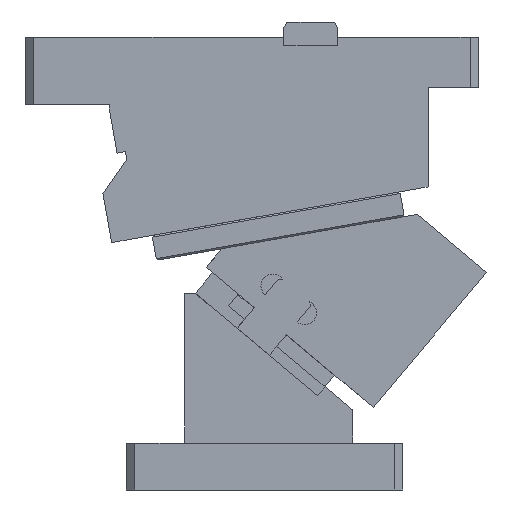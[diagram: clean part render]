
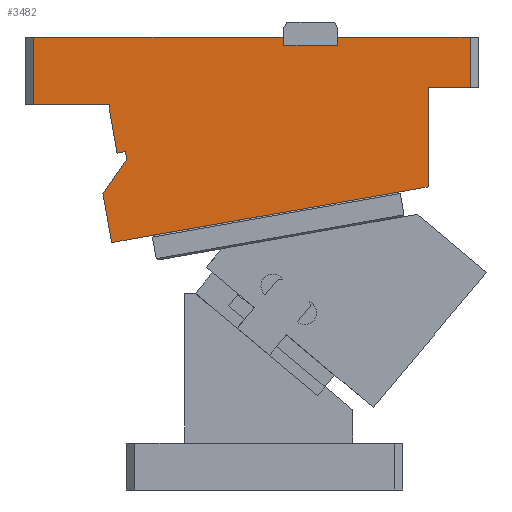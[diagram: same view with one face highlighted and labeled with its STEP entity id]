
A CAD part, front view. The second image highlights one B-rep face of the part: STEP entity #3482.
In plain terms, the highlighted planar face has unit normal (0, -1, 0).
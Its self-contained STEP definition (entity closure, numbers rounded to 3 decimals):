
#70=CARTESIAN_POINT('Vertex',(94.,0.,270.)) ;
#73=CARTESIAN_POINT('Line Origine',(94.,0.,267.5)) ;
#77=CARTESIAN_POINT('Vertex',(94.,0.,265.)) ;
#104=CARTESIAN_POINT('Line Origine',(110.,0.,265.)) ;
#108=CARTESIAN_POINT('Vertex',(126.,0.,265.)) ;
#135=CARTESIAN_POINT('Line Origine',(126.,0.,267.5)) ;
#139=CARTESIAN_POINT('Vertex',(126.,0.,270.)) ;
#576=CARTESIAN_POINT('Line Origine',(-55.,0.,250.)) ;
#580=CARTESIAN_POINT('Vertex',(-55.,0.,270.)) ;
#582=CARTESIAN_POINT('Vertex',(-55.,0.,230.)) ;
#611=CARTESIAN_POINT('Vertex',(-10.,0.,230.)) ;
#614=CARTESIAN_POINT('Line Origine',(-32.5,0.,230.)) ;
#910=CARTESIAN_POINT('Line Origine',(-22.5,0.,270.)) ;
#914=CARTESIAN_POINT('Vertex',(10.,0.,270.)) ;
#917=CARTESIAN_POINT('Line Origine',(52.,0.,270.)) ;
#1195=CARTESIAN_POINT('Line Origine',(-10.,0.,228.548)) ;
#1199=CARTESIAN_POINT('Vertex',(-10.,0.,227.096)) ;
#1219=CARTESIAN_POINT('Line Origine',(-2.911,0.,201.29)) ;
#1223=CARTESIAN_POINT('Vertex',(-0.449,0.,201.725)) ;
#1225=CARTESIAN_POINT('Vertex',(-5.373,0.,200.856)) ;
#1259=CARTESIAN_POINT('Line Origine',(-0.015,0.,199.263)) ;
#1263=CARTESIAN_POINT('Vertex',(0.419,0.,196.8)) ;
#1294=CARTESIAN_POINT('Vertex',(-0.073,0.,196.714)) ;
#1301=CARTESIAN_POINT('Vertex',(-13.863,0.,177.02)) ;
#1304=CARTESIAN_POINT('Line Origine',(-6.968,0.,186.867)) ;
#1321=CARTESIAN_POINT('Line Origine',(0.173,0.,196.757)) ;
#1439=CARTESIAN_POINT('Line Origine',(-7.687,0.,213.976)) ;
#2741=CARTESIAN_POINT('Vertex',(180.,0.,180.74)) ;
#2744=CARTESIAN_POINT('Line Origine',(174.06,0.,179.693)) ;
#2748=CARTESIAN_POINT('Vertex',(168.119,0.,178.646)) ;
#2751=CARTESIAN_POINT('Line Origine',(89.335,0.,164.754)) ;
#2755=CARTESIAN_POINT('Vertex',(10.55,0.,150.862)) ;
#2758=CARTESIAN_POINT('Line Origine',(9.565,0.,150.688)) ;
#2762=CARTESIAN_POINT('Vertex',(8.581,0.,150.515)) ;
#2765=CARTESIAN_POINT('Line Origine',(-0.037,0.,148.995)) ;
#2769=CARTESIAN_POINT('Vertex',(-8.654,0.,147.476)) ;
#2827=CARTESIAN_POINT('Vertex',(180.,0.,240.)) ;
#2830=CARTESIAN_POINT('Line Origine',(180.,0.,210.37)) ;
#2911=CARTESIAN_POINT('Line Origine',(205.,0.,255.)) ;
#2915=CARTESIAN_POINT('Vertex',(205.,0.,240.)) ;
#2917=CARTESIAN_POINT('Vertex',(205.,0.,270.)) ;
#3215=CARTESIAN_POINT('Line Origine',(192.5,0.,240.)) ;
#3420=CARTESIAN_POINT('Line Origine',(165.5,0.,270.)) ;
#3448=CARTESIAN_POINT('Axis2P3D Location',(-3.13,0.,179.825)) ;
#3453=CARTESIAN_POINT('Line Origine',(-11.258,0.,162.248)) ;
#74=DIRECTION('Vector Direction',(0.,0.,1.)) ;
#105=DIRECTION('Vector Direction',(-1.,0.,0.)) ;
#136=DIRECTION('Vector Direction',(0.,0.,1.)) ;
#577=DIRECTION('Vector Direction',(0.,0.,-1.)) ;
#615=DIRECTION('Vector Direction',(1.,0.,0.)) ;
#911=DIRECTION('Vector Direction',(1.,0.,0.)) ;
#918=DIRECTION('Vector Direction',(1.,0.,0.)) ;
#1196=DIRECTION('Vector Direction',(0.,0.,1.)) ;
#1220=DIRECTION('Vector Direction',(-0.985,0.,-0.174)) ;
#1260=DIRECTION('Vector Direction',(0.174,0.,-0.985)) ;
#1305=DIRECTION('Vector Direction',(-0.574,0.,-0.819)) ;
#1322=DIRECTION('Vector Direction',(-0.985,0.,-0.174)) ;
#1440=DIRECTION('Vector Direction',(-0.174,0.,0.985)) ;
#2745=DIRECTION('Vector Direction',(0.985,0.,0.174)) ;
#2752=DIRECTION('Vector Direction',(-0.985,0.,-0.174)) ;
#2759=DIRECTION('Vector Direction',(-0.985,0.,-0.174)) ;
#2766=DIRECTION('Vector Direction',(0.985,0.,0.174)) ;
#2831=DIRECTION('Vector Direction',(0.,0.,1.)) ;
#2912=DIRECTION('Vector Direction',(0.,0.,1.)) ;
#3216=DIRECTION('Vector Direction',(1.,0.,0.)) ;
#3421=DIRECTION('Vector Direction',(1.,0.,0.)) ;
#3449=DIRECTION('Axis2P3D Direction',(0.,-1.,0.)) ;
#3450=DIRECTION('Axis2P3D XDirection',(0.766,0.,-0.643)) ;
#3454=DIRECTION('Vector Direction',(0.174,0.,-0.985)) ;
#3451=AXIS2_PLACEMENT_3D('Plane Axis2P3D',#3448,#3449,#3450) ;
#3459=ORIENTED_EDGE('',*,*,#1227,.F.) ;
#3460=ORIENTED_EDGE('',*,*,#1265,.T.) ;
#3461=ORIENTED_EDGE('',*,*,#1325,.T.) ;
#3462=ORIENTED_EDGE('',*,*,#1308,.F.) ;
#3463=ORIENTED_EDGE('',*,*,#3457,.T.) ;
#3464=ORIENTED_EDGE('',*,*,#2771,.T.) ;
#3465=ORIENTED_EDGE('',*,*,#2764,.F.) ;
#3466=ORIENTED_EDGE('',*,*,#2757,.F.) ;
#3467=ORIENTED_EDGE('',*,*,#2750,.T.) ;
#3468=ORIENTED_EDGE('',*,*,#2834,.T.) ;
#3469=ORIENTED_EDGE('',*,*,#3219,.T.) ;
#3470=ORIENTED_EDGE('',*,*,#2919,.T.) ;
#3471=ORIENTED_EDGE('',*,*,#3424,.F.) ;
#3472=ORIENTED_EDGE('',*,*,#141,.F.) ;
#3473=ORIENTED_EDGE('',*,*,#110,.T.) ;
#3474=ORIENTED_EDGE('',*,*,#79,.T.) ;
#3475=ORIENTED_EDGE('',*,*,#921,.F.) ;
#3476=ORIENTED_EDGE('',*,*,#916,.F.) ;
#3477=ORIENTED_EDGE('',*,*,#584,.T.) ;
#3478=ORIENTED_EDGE('',*,*,#618,.F.) ;
#3479=ORIENTED_EDGE('',*,*,#1201,.F.) ;
#3480=ORIENTED_EDGE('',*,*,#1443,.F.) ;
#75=VECTOR('Line Direction',#74,1.) ;
#106=VECTOR('Line Direction',#105,1.) ;
#137=VECTOR('Line Direction',#136,1.) ;
#578=VECTOR('Line Direction',#577,1.) ;
#616=VECTOR('Line Direction',#615,1.) ;
#912=VECTOR('Line Direction',#911,1.) ;
#919=VECTOR('Line Direction',#918,1.) ;
#1197=VECTOR('Line Direction',#1196,1.) ;
#1221=VECTOR('Line Direction',#1220,1.) ;
#1261=VECTOR('Line Direction',#1260,1.) ;
#1306=VECTOR('Line Direction',#1305,1.) ;
#1323=VECTOR('Line Direction',#1322,1.) ;
#1441=VECTOR('Line Direction',#1440,1.) ;
#2746=VECTOR('Line Direction',#2745,1.) ;
#2753=VECTOR('Line Direction',#2752,1.) ;
#2760=VECTOR('Line Direction',#2759,1.) ;
#2767=VECTOR('Line Direction',#2766,1.) ;
#2832=VECTOR('Line Direction',#2831,1.) ;
#2913=VECTOR('Line Direction',#2912,1.) ;
#3217=VECTOR('Line Direction',#3216,1.) ;
#3422=VECTOR('Line Direction',#3421,1.) ;
#3455=VECTOR('Line Direction',#3454,1.) ;
#3482=ADVANCED_FACE('CAM HOLDER',(#3481),#3452,.T.) ;
#79=EDGE_CURVE('',#78,#71,#76,.T.) ;
#110=EDGE_CURVE('',#109,#78,#107,.T.) ;
#141=EDGE_CURVE('',#109,#140,#138,.T.) ;
#584=EDGE_CURVE('',#581,#583,#579,.T.) ;
#618=EDGE_CURVE('',#612,#583,#617,.F.) ;
#916=EDGE_CURVE('',#581,#915,#913,.T.) ;
#921=EDGE_CURVE('',#915,#71,#920,.T.) ;
#1201=EDGE_CURVE('',#1200,#612,#1198,.T.) ;
#1227=EDGE_CURVE('',#1224,#1226,#1222,.T.) ;
#1265=EDGE_CURVE('',#1224,#1264,#1262,.T.) ;
#1308=EDGE_CURVE('',#1302,#1295,#1307,.F.) ;
#1325=EDGE_CURVE('',#1264,#1295,#1324,.T.) ;
#1443=EDGE_CURVE('',#1226,#1200,#1442,.T.) ;
#2750=EDGE_CURVE('',#2749,#2742,#2747,.T.) ;
#2757=EDGE_CURVE('',#2749,#2756,#2754,.T.) ;
#2764=EDGE_CURVE('',#2756,#2763,#2761,.T.) ;
#2771=EDGE_CURVE('',#2770,#2763,#2768,.T.) ;
#2834=EDGE_CURVE('',#2742,#2828,#2833,.T.) ;
#2919=EDGE_CURVE('',#2916,#2918,#2914,.T.) ;
#3219=EDGE_CURVE('',#2828,#2916,#3218,.T.) ;
#3424=EDGE_CURVE('',#140,#2918,#3423,.T.) ;
#3457=EDGE_CURVE('',#1302,#2770,#3456,.T.) ;
#3458=EDGE_LOOP('',(#3459,#3460,#3461,#3462,#3463,#3464,#3465,#3466,#3467,#3468,#3469,#3470,#3471,#3472,#3473,#3474,#3475,#3476,#3477,#3478,#3479,#3480)) ;
#3481=FACE_OUTER_BOUND('',#3458,.T.) ;
#76=LINE('Line',#73,#75) ;
#107=LINE('Line',#104,#106) ;
#138=LINE('Line',#135,#137) ;
#579=LINE('Line',#576,#578) ;
#617=LINE('Line',#614,#616) ;
#913=LINE('Line',#910,#912) ;
#920=LINE('Line',#917,#919) ;
#1198=LINE('Line',#1195,#1197) ;
#1222=LINE('Line',#1219,#1221) ;
#1262=LINE('Line',#1259,#1261) ;
#1307=LINE('Line',#1304,#1306) ;
#1324=LINE('Line',#1321,#1323) ;
#1442=LINE('Line',#1439,#1441) ;
#2747=LINE('Line',#2744,#2746) ;
#2754=LINE('Line',#2751,#2753) ;
#2761=LINE('Line',#2758,#2760) ;
#2768=LINE('Line',#2765,#2767) ;
#2833=LINE('Line',#2830,#2832) ;
#2914=LINE('Line',#2911,#2913) ;
#3218=LINE('Line',#3215,#3217) ;
#3423=LINE('Line',#3420,#3422) ;
#3456=LINE('Line',#3453,#3455) ;
#3452=PLANE('Plane',#3451) ;
#71=VERTEX_POINT('',#70) ;
#78=VERTEX_POINT('',#77) ;
#109=VERTEX_POINT('',#108) ;
#140=VERTEX_POINT('',#139) ;
#581=VERTEX_POINT('',#580) ;
#583=VERTEX_POINT('',#582) ;
#612=VERTEX_POINT('',#611) ;
#915=VERTEX_POINT('',#914) ;
#1200=VERTEX_POINT('',#1199) ;
#1224=VERTEX_POINT('',#1223) ;
#1226=VERTEX_POINT('',#1225) ;
#1264=VERTEX_POINT('',#1263) ;
#1295=VERTEX_POINT('',#1294) ;
#1302=VERTEX_POINT('',#1301) ;
#2742=VERTEX_POINT('',#2741) ;
#2749=VERTEX_POINT('',#2748) ;
#2756=VERTEX_POINT('',#2755) ;
#2763=VERTEX_POINT('',#2762) ;
#2770=VERTEX_POINT('',#2769) ;
#2828=VERTEX_POINT('',#2827) ;
#2916=VERTEX_POINT('',#2915) ;
#2918=VERTEX_POINT('',#2917) ;
